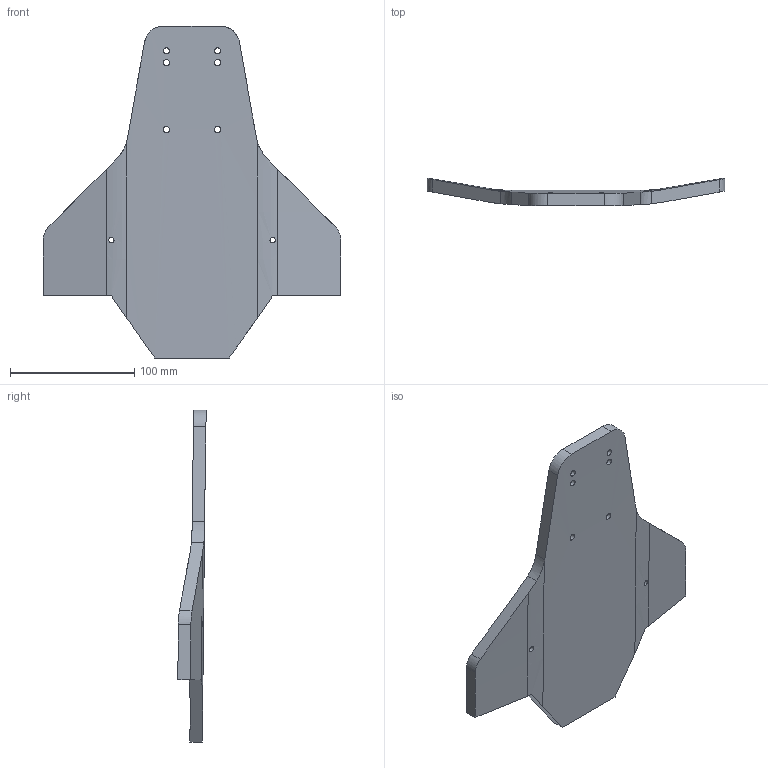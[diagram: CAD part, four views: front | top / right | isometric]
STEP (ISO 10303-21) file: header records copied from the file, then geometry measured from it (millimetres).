
FILE_DESCRIPTION(/* description */ (''),/* implementation_level */ '2;1');
FILE_NAME(/* name */ 'nose.stp',/* time_stamp */ '2025-06-27T13:47:27-07:00',/* author */ ('devan'),/* organization */ (''),/* preprocessor_version */ 'ST-DEVELOPER v20',/* originating_system */ 'Autodesk Inventor 2025',/* authorisation */ '');
FILE_SCHEMA (('AUTOMOTIVE_DESIGN { 1 0 10303 214 3 1 1 }'));
Length unit declared in the file: millimetre
Products named in the file (1): 36
Bounding box: 240 x 22.85 x 267.6 mm (x, y, z)
Volume: 369409.1 mm3; surface area: 88546.5 mm2
Topology: 1 solids, 1 shells, 51 faces, 152 edges, 106 vertices
Faces by surface type: cylinder 22, plane 21, torus 4, cone 4
Full cylindrical faces by diameter (mm): 4.3 x2, 5 x6
Entity records: 2445 total; most frequent: CARTESIAN_POINT 1062, ORIENTED_EDGE 304, DIRECTION 234, EDGE_CURVE 152, VERTEX_POINT 106, AXIS2_PLACEMENT_3D 88, EDGE_LOOP 70, B_SPLINE_CURVE_WITH_KNOTS 58
